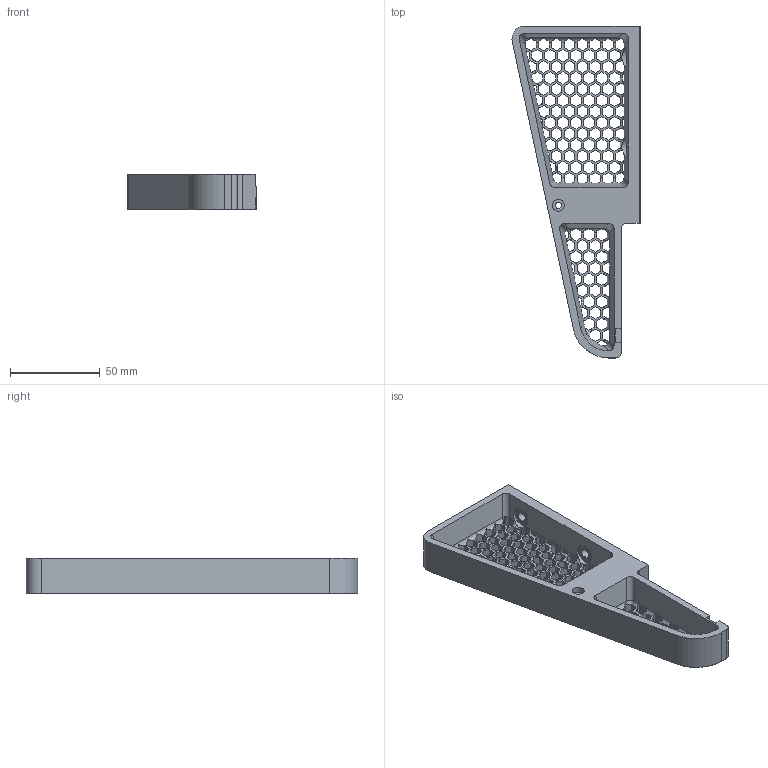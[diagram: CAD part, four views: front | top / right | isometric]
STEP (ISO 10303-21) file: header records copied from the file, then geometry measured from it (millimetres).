
FILE_DESCRIPTION(/* description */ (''),/* implementation_level */ '2;1');
FILE_NAME(/* name */ 'rocker_left_6mm.stp',/* time_stamp */ '2022-05-05T23:29:16+02:00',/* author */ ('Hans'),/* organization */ (''),/* preprocessor_version */ 'ST-DEVELOPER v18.1',/* originating_system */ 'Autodesk Inventor 2022',/* authorisation */ '');
FILE_SCHEMA (('AUTOMOTIVE_DESIGN { 1 0 10303 214 3 1 1 }'));
Length unit declared in the file: millimetre
Products named in the file (1): rocker_left_6mm
Bounding box: 71.37 x 185 x 20 mm (x, y, z)
Volume: 72646.5 mm3; surface area: 37108.8 mm2
Topology: 1 solids, 1 shells, 910 faces, 2785 edges, 1811 vertices
Faces by surface type: plane 835, cylinder 53, bspline 8, cone 7, sphere 5, torus 2
Full cylindrical faces by diameter (mm): 3.4 x1, 5.5 x2, 6.5 x1
Entity records: 32181 total; most frequent: CARTESIAN_POINT 5687, ORIENTED_EDGE 5570, DIRECTION 4884, EDGE_CURVE 2785, LINE 2456, VECTOR 2456, VERTEX_POINT 1811, AXIS2_PLACEMENT_3D 1214
